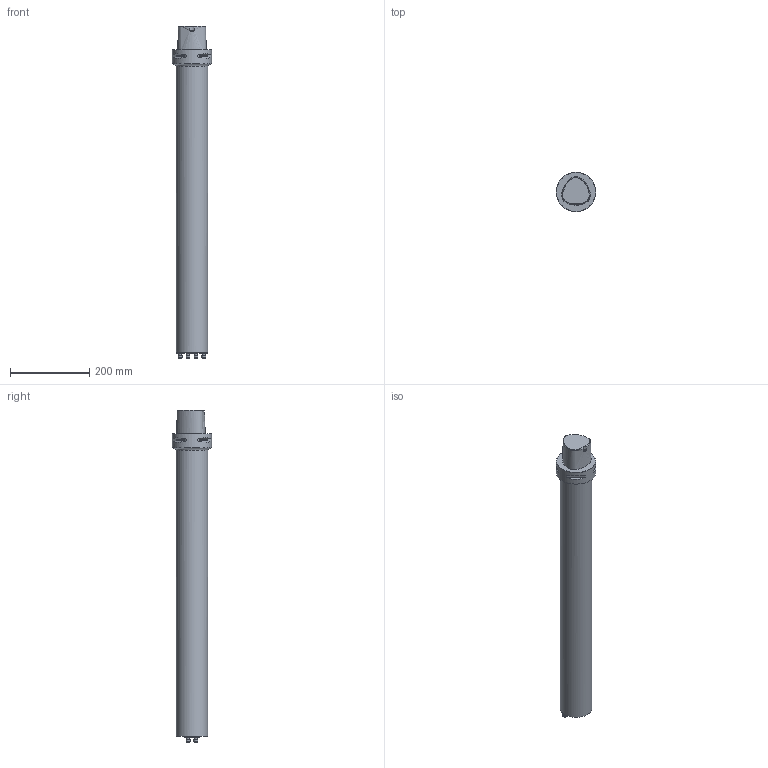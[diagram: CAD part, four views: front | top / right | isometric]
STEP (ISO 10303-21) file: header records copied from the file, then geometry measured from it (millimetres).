
FILE_DESCRIPTION(/* description */ (''),/* implementation_level */ '2;1');
FILE_NAME(/* name */ '1553155346040.stp',/* time_stamp */ '2019-03-21T09:02:38+01:00',/* author */ (''),/* organization */ ('SMS'),/* preprocessor_version */ 'ST-DEVELOPER v15',/* originating_system */ 'SIEMENS PLM Software NX 8.5',/* authorisation */ '');
FILE_SCHEMA (('AUTOMOTIVE_DESIGN { 1 0 10303 214 3 1 1 1 }'));
Length unit declared in the file: millimetre
Products named in the file (1): c10-sl3c80768-40-2
Bounding box: 100 x 100 x 840 mm (x, y, z)
Volume: 4188126.8 mm3; surface area: 226413.7 mm2
Topology: 1 solids, 1 shells, 115 faces, 258 edges, 172 vertices
Faces by surface type: plane 71, cylinder 27, cone 14, bspline 2, torus 1
Full cylindrical faces by diameter (mm): 6 x6, 10 x6, 80 x1, 100 x1
Entity records: 3855 total; most frequent: CARTESIAN_POINT 1341, DIRECTION 500, ORIENTED_EDGE 456, EDGE_CURVE 228, AXIS2_PLACEMENT_3D 180, EDGE_LOOP 162, VERTEX_POINT 162, LINE 140
